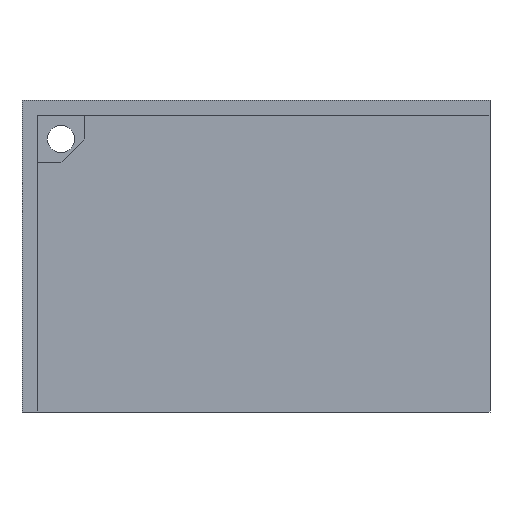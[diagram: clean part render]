
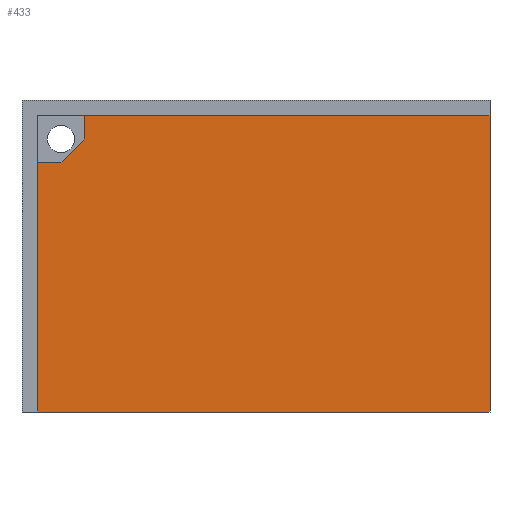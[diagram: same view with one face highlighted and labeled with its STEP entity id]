
A CAD part, front view. The second image highlights one B-rep face of the part: STEP entity #433.
In plain terms, the highlighted planar face has unit normal (0, -1, 0).
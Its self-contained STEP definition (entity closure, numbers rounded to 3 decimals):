
#48=FACE_OUTER_BOUND('',#75,.T.);
#75=EDGE_LOOP('',(#308,#309,#310,#311,#312,#313,#314));
#104=LINE('',#637,#148);
#110=LINE('',#651,#154);
#113=LINE('',#656,#157);
#114=LINE('',#659,#158);
#115=LINE('',#661,#159);
#116=LINE('',#663,#160);
#117=LINE('',#664,#161);
#148=VECTOR('',#513,10.);
#154=VECTOR('',#525,10.);
#157=VECTOR('',#530,10.);
#158=VECTOR('',#533,10.);
#159=VECTOR('',#534,10.);
#160=VECTOR('',#535,10.);
#161=VECTOR('',#536,10.);
#192=VERTEX_POINT('',#634);
#193=VERTEX_POINT('',#636);
#198=VERTEX_POINT('',#650);
#199=VERTEX_POINT('',#654);
#200=VERTEX_POINT('',#658);
#201=VERTEX_POINT('',#660);
#202=VERTEX_POINT('',#662);
#232=EDGE_CURVE('',#192,#193,#104,.F.);
#239=EDGE_CURVE('',#198,#193,#110,.T.);
#242=EDGE_CURVE('',#192,#199,#113,.T.);
#243=EDGE_CURVE('',#200,#199,#114,.T.);
#244=EDGE_CURVE('',#201,#200,#115,.T.);
#245=EDGE_CURVE('',#202,#201,#116,.T.);
#246=EDGE_CURVE('',#198,#202,#117,.T.);
#308=ORIENTED_EDGE('',*,*,#239,.T.);
#309=ORIENTED_EDGE('',*,*,#232,.F.);
#310=ORIENTED_EDGE('',*,*,#242,.T.);
#311=ORIENTED_EDGE('',*,*,#243,.F.);
#312=ORIENTED_EDGE('',*,*,#244,.F.);
#313=ORIENTED_EDGE('',*,*,#245,.F.);
#314=ORIENTED_EDGE('',*,*,#246,.F.);
#414=PLANE('',#474);
#433=ADVANCED_FACE('',(#48),#414,.F.);
#474=AXIS2_PLACEMENT_3D('',#657,#531,#532);
#513=DIRECTION('',(-0.707,0.,-0.707));
#525=DIRECTION('',(0.,0.,-1.));
#530=DIRECTION('',(-1.,0.,0.));
#531=DIRECTION('center_axis',(0.,1.,0.));
#532=DIRECTION('ref_axis',(0.,0.,1.));
#533=DIRECTION('',(0.,0.,1.));
#534=DIRECTION('',(-1.,0.,0.));
#535=DIRECTION('',(0.,0.,-1.));
#536=DIRECTION('',(1.,0.,0.));
#634=CARTESIAN_POINT('',(-25.,5.,12.));
#636=CARTESIAN_POINT('',(-22.,5.,15.));
#637=CARTESIAN_POINT('',(-21.,5.,16.));
#650=CARTESIAN_POINT('',(-22.,5.,18.));
#651=CARTESIAN_POINT('',(-22.,5.,5.5));
#654=CARTESIAN_POINT('',(-28.,5.,12.));
#656=CARTESIAN_POINT('',(-13.5,5.,12.));
#657=CARTESIAN_POINT('Origin',(1.,5.,-1.));
#658=CARTESIAN_POINT('',(-28.,5.,-20.));
#659=CARTESIAN_POINT('',(-28.,5.,-20.));
#660=CARTESIAN_POINT('',(30.,5.,-20.));
#661=CARTESIAN_POINT('',(15.5,5.,-20.));
#662=CARTESIAN_POINT('',(30.,5.,18.));
#663=CARTESIAN_POINT('',(30.,5.,9.5));
#664=CARTESIAN_POINT('',(-28.,5.,18.));
